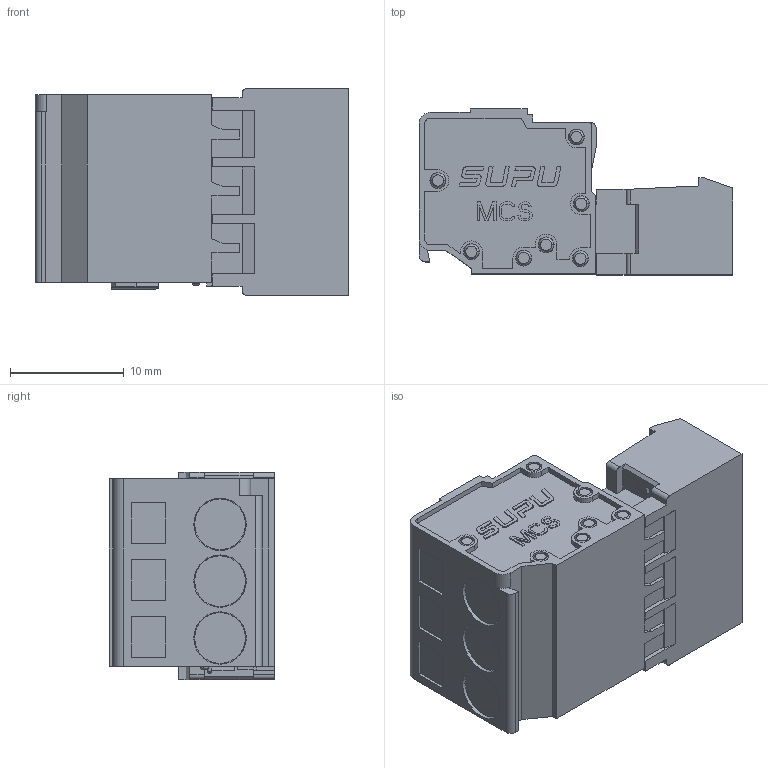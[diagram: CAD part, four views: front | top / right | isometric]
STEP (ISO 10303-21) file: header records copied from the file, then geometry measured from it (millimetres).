
FILE_DESCRIPTION(/* description */ (''),/* implementation_level */ '2;1');
FILE_NAME(/* name */ '450403.stp',/* time_stamp */ '2022-04-16T08:24:55+08:00',/* author */ (''),/* organization */ (''),/* preprocessor_version */ 'ST-DEVELOPER v16',/* originating_system */ 'SIEMENS PLM Software NX 10.0',/* authorisation */ '');
FILE_SCHEMA (('AP203_CONFIGURATION_CONTROLLED_3D_DESIGN_OF_MECHANICAL_PARTS_AND_ASSEMBLIES_MIM_LF { 1 0 10303 403 2 1 2}'));
Length unit declared in the file: millimetre
Products named in the file (1): syf022543BCAeo98
Bounding box: 27.6 x 14.57 x 18.2 mm (x, y, z)
Volume: 4678.6 mm3; surface area: 2487.8 mm2
Topology: 1 solids, 8 shells, 1072 faces, 2975 edges, 1970 vertices
Faces by surface type: plane 808, cylinder 153, cone 52, extrusion 38, bspline 21
Entity records: 42604 total; most frequent: CARTESIAN_POINT 7390, ORIENTED_EDGE 5950, DIRECTION 5372, EDGE_CURVE 2975, VECTOR 2458, LINE 2420, VERTEX_POINT 1970, AXIS2_PLACEMENT_3D 1457
